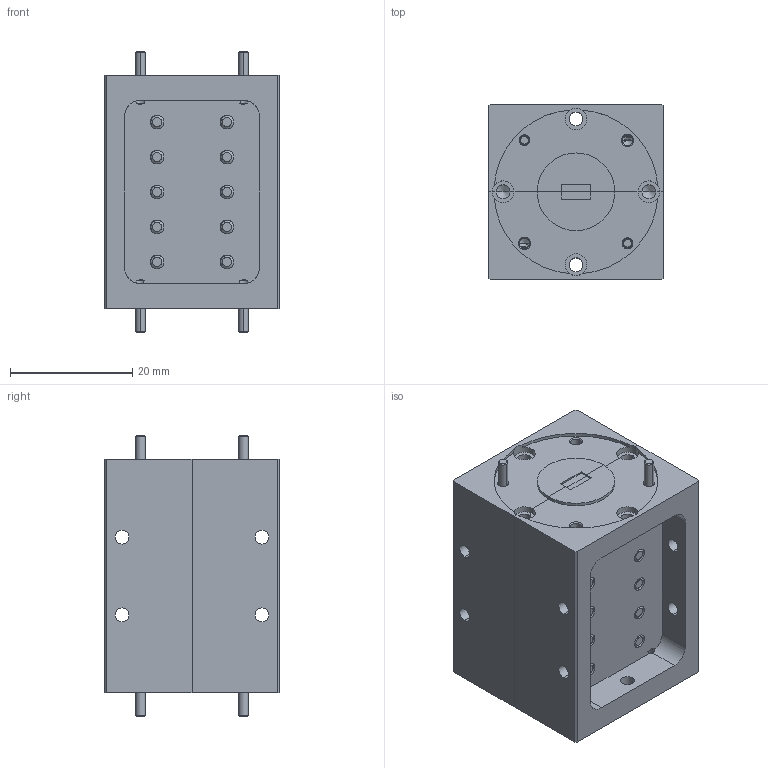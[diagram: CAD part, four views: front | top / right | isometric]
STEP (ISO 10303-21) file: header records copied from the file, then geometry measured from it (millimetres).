
FILE_DESCRIPTION (( 'STEP AP203' ), '1' );
FILE_NAME ('SWF-90311460-19-L1.STEP', '2019-06-12T17:03:15', ( '' ), ( '' ), 'SwSTEP 2.0', 'SolidWorks 2016', '' );
FILE_SCHEMA (( 'CONFIG_CONTROL_DESIGN' ));
Products named in the file (1): SWF-90311460-19-L1
Bounding box: 28.57 x 28.57 x 45.85 mm (x, y, z)
Volume: 22943.2 mm3; surface area: 14176.9 mm2
Topology: 16 solids, 16 shells, 1484 faces, 4098 edges, 2642 vertices
Faces by surface type: cylinder 1090, cone 194, plane 180, bspline 20
Entity records: 68121 total; most frequent: CARTESIAN_POINT 35541, ORIENTED_EDGE 8132, DIRECTION 5654, EDGE_CURVE 4066, VERTEX_POINT 2642, AXIS2_PLACEMENT_3D 2069, EDGE_LOOP 1592, VECTOR 1516
